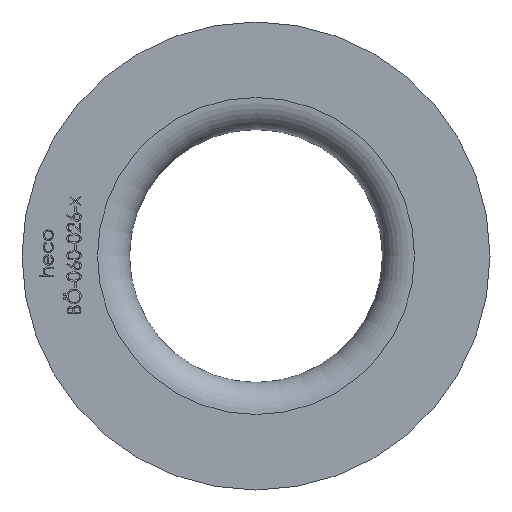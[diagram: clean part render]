
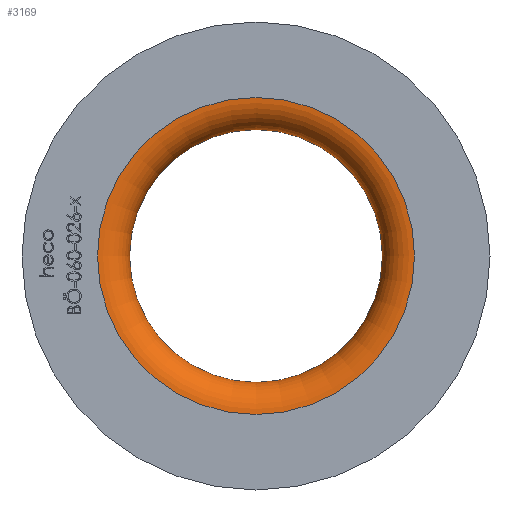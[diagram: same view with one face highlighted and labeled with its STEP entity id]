
A CAD part, left-side view. The second image highlights one B-rep face of the part: STEP entity #3169.
In plain terms, the highlighted toroidal (fillet/blend) face has major radius 34.55 mm and minor radius 7 mm.
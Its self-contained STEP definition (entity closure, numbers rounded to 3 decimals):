
#455 = AXIS2_PLACEMENT_3D ( 'NONE', #12223, #12529, #14811 ) ;
#478 = CARTESIAN_POINT ( 'NONE',  ( 7., 0., 0. ) ) ;
#1467 = CIRCLE ( 'NONE', #455, 34.55 ) ;
#1506 = EDGE_LOOP ( 'NONE', ( #7631 ) ) ;
#1568 = CARTESIAN_POINT ( 'NONE',  ( 7., 0., 0. ) ) ;
#1934 = AXIS2_PLACEMENT_3D ( 'NONE', #478, #5269, #7698 ) ;
#2721 = VERTEX_POINT ( 'NONE', #14552 ) ;
#3091 = FACE_OUTER_BOUND ( 'NONE', #3173, .T. ) ;
#3169 = ADVANCED_FACE ( 'NONE', ( #4036, #3091 ), #5684, .T. ) ;
#3173 = EDGE_LOOP ( 'NONE', ( #4210 ) ) ;
#3309 = CIRCLE ( 'NONE', #12560, 27.55 ) ;
#4036 = FACE_OUTER_BOUND ( 'NONE', #1506, .T. ) ;
#4210 = ORIENTED_EDGE ( 'NONE', *, *, #4356, .T. ) ;
#4356 = EDGE_CURVE ( 'NONE', #2721, #2721, #1467, .T. ) ;
#5064 = CARTESIAN_POINT ( 'NONE',  ( 7., 0., 27.55 ) ) ;
#5269 = DIRECTION ( 'NONE',  ( -1., 0., 0. ) ) ;
#5684 = TOROIDAL_SURFACE ( 'NONE', #1934, 34.55, 7. ) ;
#6052 = DIRECTION ( 'NONE',  ( -1., 0., 0. ) ) ;
#7631 = ORIENTED_EDGE ( 'NONE', *, *, #11048, .F. ) ;
#7698 = DIRECTION ( 'NONE',  ( 0., 0., 1. ) ) ;
#10848 = DIRECTION ( 'NONE',  ( 0., 0., 1. ) ) ;
#11048 = EDGE_CURVE ( 'NONE', #12138, #12138, #3309, .T. ) ;
#12138 = VERTEX_POINT ( 'NONE', #5064 ) ;
#12223 = CARTESIAN_POINT ( 'NONE',  ( 0., 0., 0. ) ) ;
#12529 = DIRECTION ( 'NONE',  ( -1., 0., 0. ) ) ;
#12560 = AXIS2_PLACEMENT_3D ( 'NONE', #1568, #6052, #10848 ) ;
#14552 = CARTESIAN_POINT ( 'NONE',  ( 0., 0., 34.55 ) ) ;
#14811 = DIRECTION ( 'NONE',  ( 0., 0., 1. ) ) ;
